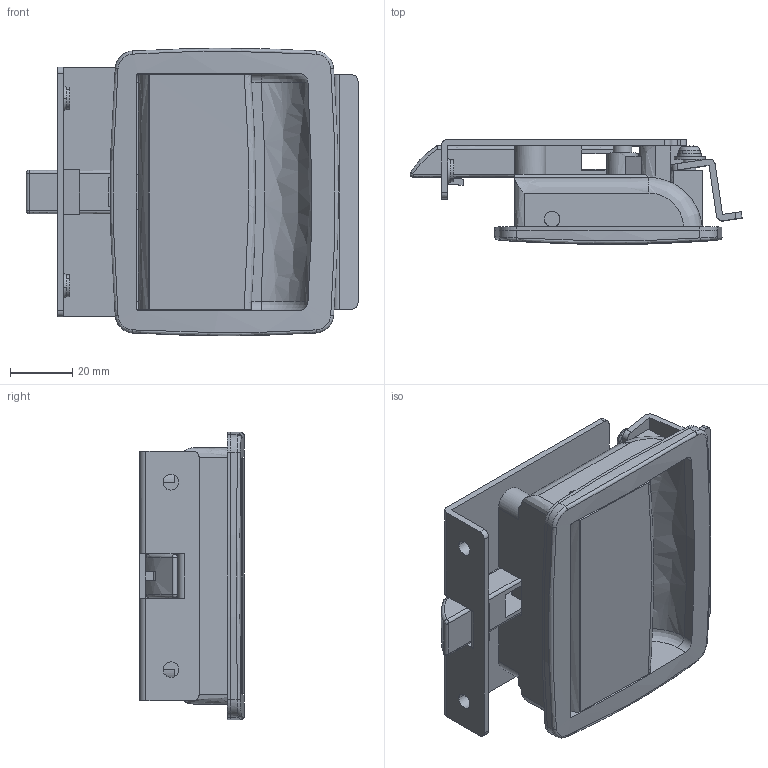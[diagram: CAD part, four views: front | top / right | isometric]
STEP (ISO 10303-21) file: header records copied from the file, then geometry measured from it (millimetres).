
FILE_DESCRIPTION((''),'2;1');
FILE_NAME('','2006-10-08T14:38:15',(''),(''),'','CADfix','');
FILE_SCHEMA(('AUTOMOTIVE_DESIGN'));
Length unit declared in the file: millimetre
Products named in the file (9): screw; shaft; packing; latch; handle; bracket_B; bracket_A; base; THA_429S_2_8828_36
Assembly tree (9 placements, depth 2):
  THA_429S_2_8828_36
    screw  x2
    shaft
    packing
    latch
    handle
    bracket_B
    bracket_A
    base
Bounding box: 106.27 x 33.5 x 91.98 mm (x, y, z)
Volume: 85486.1 mm3; surface area: 67771.2 mm2
Topology: 9 solids, 9 shells, 554 faces, 1654 edges, 1141 vertices
Faces by surface type: bspline 554
Entity records: 19383 total; most frequent: CARTESIAN_POINT 10563, ORIENTED_EDGE 3084, EDGE_CURVE 1542, VERTEX_POINT 1063, QUASI_UNIFORM_CURVE 851, EDGE_LOOP 581, FACE_OUTER_BOUND 518, ADVANCED_FACE 518
